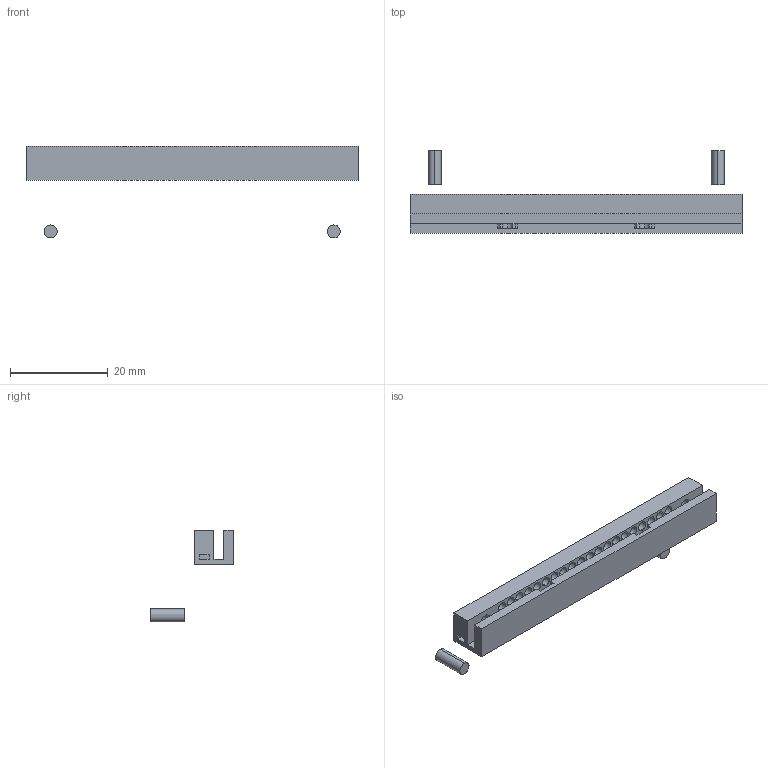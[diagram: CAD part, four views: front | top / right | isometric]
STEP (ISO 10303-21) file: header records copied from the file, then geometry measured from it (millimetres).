
FILE_DESCRIPTION (( 'STEP AP214' ), '1' );
FILE_NAME ('coque pique.STEP', '2019-10-18T08:52:30', ( '' ), ( '' ), 'SwSTEP 2.0', 'SolidWorks 2017', '' );
FILE_SCHEMA (( 'AUTOMOTIVE_DESIGN' ));
Length unit declared in the file: millimetre
Products named in the file (1): coque pique
Bounding box: 68 x 17 x 18.82 mm (x, y, z)
Volume: 2350.9 mm3; surface area: 4167.4 mm2
Topology: 3 solids, 3 shells, 244 faces, 618 edges, 412 vertices
Faces by surface type: cylinder 176, plane 68
Entity records: 10438 total; most frequent: DIRECTION 1460, CARTESIAN_POINT 1275, ORIENTED_EDGE 1236, EDGE_CURVE 618, AXIS2_PLACEMENT_3D 597, VERTEX_POINT 412, EDGE_LOOP 360, CIRCLE 352
